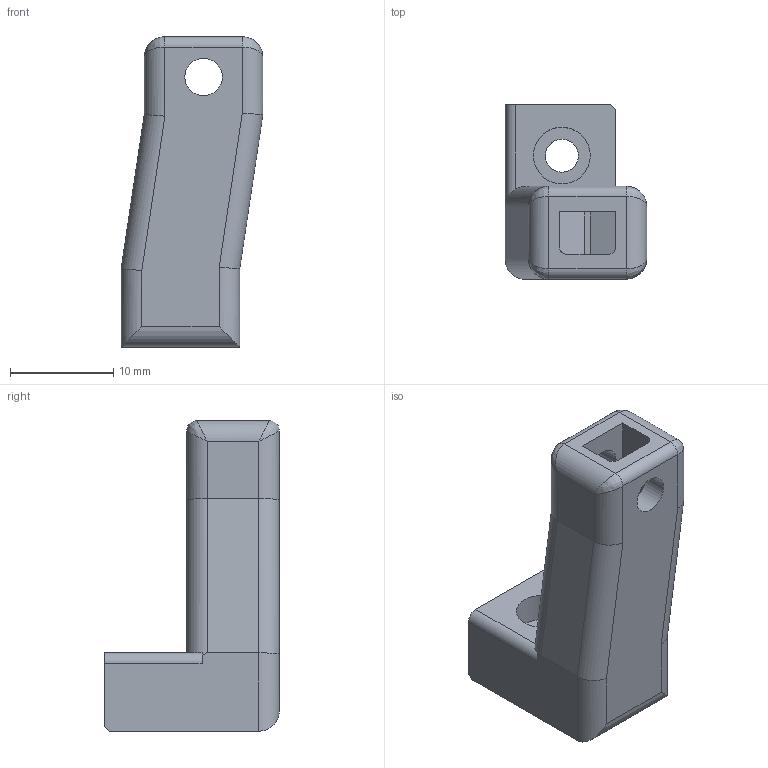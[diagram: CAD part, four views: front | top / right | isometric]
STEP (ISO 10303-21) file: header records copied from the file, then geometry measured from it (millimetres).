
FILE_DESCRIPTION(/* description */ (''),/* implementation_level */ '2;1');
FILE_NAME(/* name */ 'z_endstop_ind.step',/* time_stamp */ '2020-01-25T06:18:12+01:00',/* author */ (''),/* organization */ (''),/* preprocessor_version */ 'ST-DEVELOPER v18',/* originating_system */ 'Autodesk Translation Framework v8.12.0.6',/* authorisation */ '');
FILE_SCHEMA (('AUTOMOTIVE_DESIGN { 1 0 10303 214 3 1 1 }'));
Length unit declared in the file: millimetre
Products named in the file (3): P3 Steel MKO; X-End; X-End Stepper
Assembly tree (2 placements, depth 3):
  P3 Steel MKO
    X-End
      X-End Stepper
Bounding box: 13.74 x 16.95 x 30.1 mm (x, y, z)
Volume: 3305.3 mm3; surface area: 1828.8 mm2
Topology: 1 solids, 1 shells, 56 faces, 138 edges, 82 vertices
Faces by surface type: plane 30, cylinder 22, bspline 4
Full cylindrical faces by diameter (mm): 3.2 x1, 3.63 x2, 5.5 x1
Entity records: 1868 total; most frequent: CARTESIAN_POINT 394, DIRECTION 292, ORIENTED_EDGE 268, EDGE_CURVE 134, AXIS2_PLACEMENT_3D 100, LINE 92, VECTOR 92, VERTEX_POINT 82
